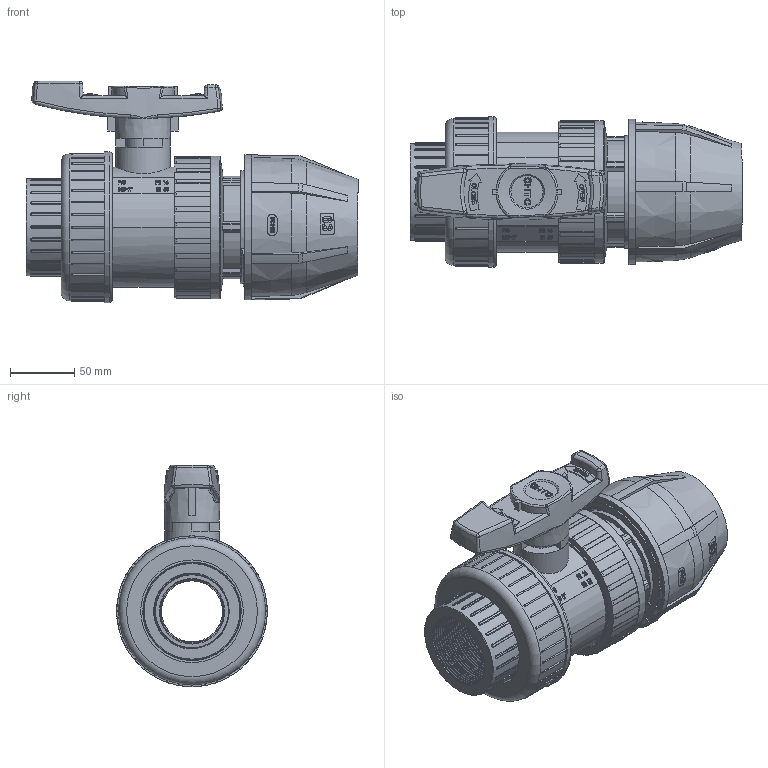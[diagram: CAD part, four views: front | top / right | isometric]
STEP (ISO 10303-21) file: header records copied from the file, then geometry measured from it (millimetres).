
FILE_DESCRIPTION(/* description */ (''),/* implementation_level */ '2;1');
FILE_NAME(/* name */ 'AK0917.063.063.step',/* time_stamp */ '2026-04-02T16:02:55+02:00',/* author */ (''),/* organization */ (''),/* preprocessor_version */ 'ST-DEVELOPER v20.1',/* originating_system */ 'Autodesk Translation Framework v14.24.0.0',/* authorisation */ '');
FILE_SCHEMA (('AUTOMOTIVE_DESIGN { 1 0 10303 214 3 1 1 }'));
Products named in the file (6): AK0917.063.063; 2026-03-27-08-13-10-734; 2026-04-02-10-05-05-959; 2026-04-02-10-05-05-959_1; 2026-04-02-15-52-23-867; 2026-03-02-08-04-33-391
Assembly tree (5 placements, depth 4):
  AK0917.063.063
    2026-03-27-08-13-10-734
      2026-04-02-10-05-05-959
        2026-04-02-10-05-05-959_1
    2026-04-02-15-52-23-867
    2026-03-02-08-04-33-391
Bounding box: 258.45 x 117.44 x 172.41 mm (x, y, z)
Volume: 1305827.4 mm3; surface area: 439804 mm2
Topology: 21 solids, 21 shells, 2014 faces, 5517 edges, 3629 vertices
Faces by surface type: plane 772, bspline 597, cylinder 444, cone 87, torus 65, sphere 49
Full cylindrical faces by diameter (mm): 2.869 x1, 3.825 x1, 21.239 x4, 26.236 x3, 27.485 x1, 28.735 x2, 31.233 x1, 42.647 x1, 47.475 x1, 48.724 x2, 49.973 x2, 50 x1, 51 x1, 52 x1, 56.47 x3, 57.469 x1, 58.719 x3, 59.614 x15, 63.216 x3, 63.716 x1, 64.285 x1, 67.082 x1, 69 x1, 69.338 x1, 70.138 x3, 74.21 x3, 75 x1, 75.5 x1, 76.5 x1, 76.834 x1
Entity records: 114835 total; most frequent: CARTESIAN_POINT 67053, ORIENTED_EDGE 10952, DIRECTION 8398, EDGE_CURVE 5476, VERTEX_POINT 3629, AXIS2_PLACEMENT_3D 2991, LINE 2416, VECTOR 2416
